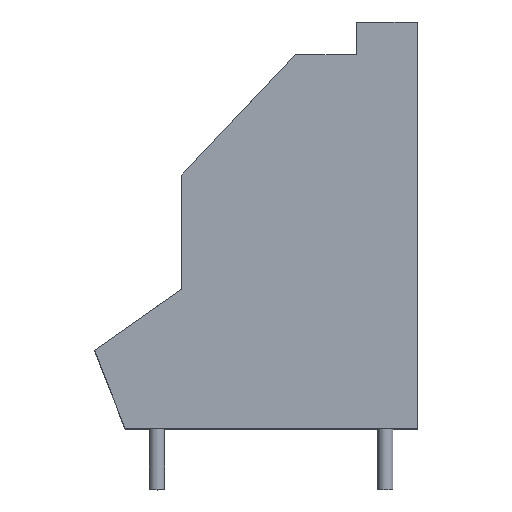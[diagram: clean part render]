
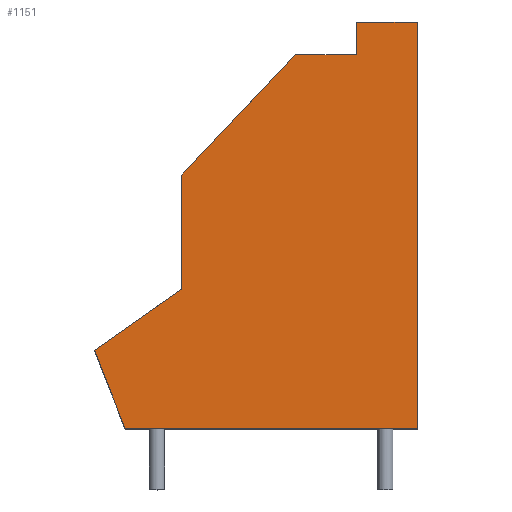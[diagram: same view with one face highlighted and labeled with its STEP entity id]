
A CAD part, top view. The second image highlights one B-rep face of the part: STEP entity #1151.
In plain terms, the highlighted planar face has unit normal (0, 0, 1).
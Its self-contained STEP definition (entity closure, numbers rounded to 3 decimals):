
#24 = VERTEX_POINT ( 'NONE', #5795 ) ;
#88 = DIRECTION ( 'NONE',  ( 0.688, 0.726, 0. ) ) ;
#254 = ORIENTED_EDGE ( 'NONE', *, *, #2758, .F. ) ;
#318 = EDGE_LOOP ( 'NONE', ( #254, #1116, #1019, #5702, #4284, #1740, #5626, #5674, #1865 ) ) ;
#342 = EDGE_CURVE ( 'NONE', #2146, #2369, #1503, .T. ) ;
#372 = EDGE_CURVE ( 'NONE', #1833, #809, #3838, .T. ) ;
#530 = LINE ( 'NONE', #4098, #849 ) ;
#547 = EDGE_CURVE ( 'NONE', #2873, #5347, #2241, .T. ) ;
#553 = LINE ( 'NONE', #3815, #3303 ) ;
#570 = CARTESIAN_POINT ( 'NONE',  ( 10.6, 13.35, 0. ) ) ;
#577 = EDGE_CURVE ( 'NONE', #24, #5251, #530, .T. ) ;
#722 = VECTOR ( 'NONE', #1454, 1000. ) ;
#809 = VERTEX_POINT ( 'NONE', #2695 ) ;
#849 = VECTOR ( 'NONE', #5494, 1000. ) ;
#909 = DIRECTION ( 'NONE',  ( 1., 0., 0. ) ) ;
#1019 = ORIENTED_EDGE ( 'NONE', *, *, #3456, .T. ) ;
#1116 = ORIENTED_EDGE ( 'NONE', *, *, #577, .T. ) ;
#1151 = ADVANCED_FACE ( 'NONE', ( #4186 ), #3175, .T. ) ;
#1260 = EDGE_CURVE ( 'NONE', #5347, #4780, #553, .T. ) ;
#1454 = DIRECTION ( 'NONE',  ( 0.818, 0.576, 0. ) ) ;
#1503 = LINE ( 'NONE', #5209, #3207 ) ;
#1613 = LINE ( 'NONE', #5794, #3143 ) ;
#1740 = ORIENTED_EDGE ( 'NONE', *, *, #3969, .T. ) ;
#1754 = DIRECTION ( 'NONE',  ( 0., 0., 1. ) ) ;
#1822 = VECTOR ( 'NONE', #4776, 1000. ) ;
#1833 = VERTEX_POINT ( 'NONE', #2505 ) ;
#1865 = ORIENTED_EDGE ( 'NONE', *, *, #372, .F. ) ;
#1907 = CARTESIAN_POINT ( 'NONE',  ( -4.217, 3.993, 0. ) ) ;
#1930 = LINE ( 'NONE', #1907, #3534 ) ;
#2146 = VERTEX_POINT ( 'NONE', #5349 ) ;
#2241 = LINE ( 'NONE', #3738, #5594 ) ;
#2369 = VERTEX_POINT ( 'NONE', #3162 ) ;
#2505 = CARTESIAN_POINT ( 'NONE',  ( -4.876, -4.203, 0. ) ) ;
#2695 = CARTESIAN_POINT ( 'NONE',  ( -4.876, 3.297, 0. ) ) ;
#2758 = EDGE_CURVE ( 'NONE', #24, #1833, #4707, .T. ) ;
#2824 = DIRECTION ( 'NONE',  ( 0., 1., 0. ) ) ;
#2873 = VERTEX_POINT ( 'NONE', #5390 ) ;
#3106 = AXIS2_PLACEMENT_3D ( 'NONE', #5913, #1754, #909 ) ;
#3134 = VECTOR ( 'NONE', #3197, 1000. ) ;
#3143 = VECTOR ( 'NONE', #3453, 1000. ) ;
#3162 = CARTESIAN_POINT ( 'NONE',  ( 2.6, 11.192, 0. ) ) ;
#3164 = CARTESIAN_POINT ( 'NONE',  ( -8.6, -13.35, 0. ) ) ;
#3175 = PLANE ( 'NONE',  #3106 ) ;
#3197 = DIRECTION ( 'NONE',  ( 1., 0., 0. ) ) ;
#3207 = VECTOR ( 'NONE', #3922, 1000. ) ;
#3303 = VECTOR ( 'NONE', #5632, 1000. ) ;
#3453 = DIRECTION ( 'NONE',  ( 0., -1., 0. ) ) ;
#3456 = EDGE_CURVE ( 'NONE', #5251, #2873, #3617, .T. ) ;
#3534 = VECTOR ( 'NONE', #88, 1000. ) ;
#3617 = LINE ( 'NONE', #3649, #3134 ) ;
#3649 = CARTESIAN_POINT ( 'NONE',  ( 10.6, -13.35, 0. ) ) ;
#3738 = CARTESIAN_POINT ( 'NONE',  ( 10.6, -13.35, 0. ) ) ;
#3815 = CARTESIAN_POINT ( 'NONE',  ( 10.6, 13.35, 0. ) ) ;
#3838 = LINE ( 'NONE', #5683, #1822 ) ;
#3922 = DIRECTION ( 'NONE',  ( -1., 0., 0. ) ) ;
#3969 = EDGE_CURVE ( 'NONE', #4780, #2146, #1613, .T. ) ;
#4098 = CARTESIAN_POINT ( 'NONE',  ( -11.986, -4.684, 0. ) ) ;
#4186 = FACE_OUTER_BOUND ( 'NONE', #318, .T. ) ;
#4276 = CARTESIAN_POINT ( 'NONE',  ( 0.363, -0.516, 0. ) ) ;
#4284 = ORIENTED_EDGE ( 'NONE', *, *, #1260, .T. ) ;
#4521 = EDGE_CURVE ( 'NONE', #809, #2369, #1930, .T. ) ;
#4707 = LINE ( 'NONE', #4276, #722 ) ;
#4776 = DIRECTION ( 'NONE',  ( 0., 1., 0. ) ) ;
#4780 = VERTEX_POINT ( 'NONE', #5403 ) ;
#5209 = CARTESIAN_POINT ( 'NONE',  ( 0., 11.192, 0. ) ) ;
#5251 = VERTEX_POINT ( 'NONE', #3164 ) ;
#5347 = VERTEX_POINT ( 'NONE', #570 ) ;
#5349 = CARTESIAN_POINT ( 'NONE',  ( 6.6, 11.192, 0. ) ) ;
#5390 = CARTESIAN_POINT ( 'NONE',  ( 10.6, -13.35, 0. ) ) ;
#5403 = CARTESIAN_POINT ( 'NONE',  ( 6.6, 13.35, 0. ) ) ;
#5494 = DIRECTION ( 'NONE',  ( 0.364, -0.931, 0. ) ) ;
#5594 = VECTOR ( 'NONE', #2824, 1000. ) ;
#5626 = ORIENTED_EDGE ( 'NONE', *, *, #342, .T. ) ;
#5632 = DIRECTION ( 'NONE',  ( -1., 0., 0. ) ) ;
#5674 = ORIENTED_EDGE ( 'NONE', *, *, #4521, .F. ) ;
#5683 = CARTESIAN_POINT ( 'NONE',  ( -4.876, 0., 0. ) ) ;
#5702 = ORIENTED_EDGE ( 'NONE', *, *, #547, .T. ) ;
#5794 = CARTESIAN_POINT ( 'NONE',  ( 6.6, 0., 0. ) ) ;
#5795 = CARTESIAN_POINT ( 'NONE',  ( -10.6, -8.232, 0. ) ) ;
#5913 = CARTESIAN_POINT ( 'NONE',  ( 0., 0., 0. ) ) ;
